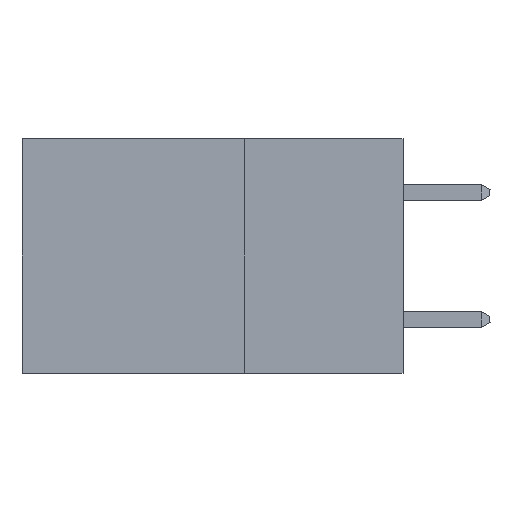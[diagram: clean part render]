
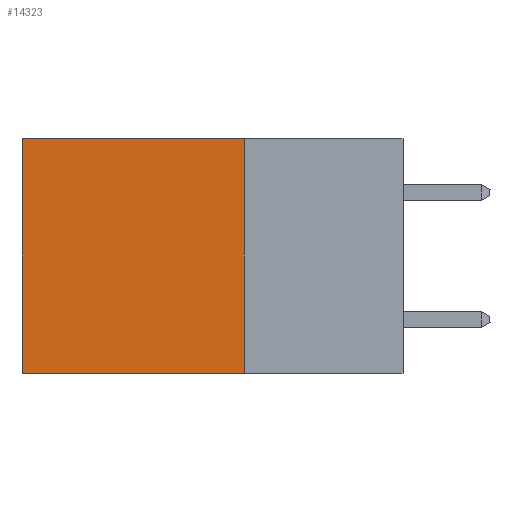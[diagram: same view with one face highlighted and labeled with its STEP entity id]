
A CAD part, left-side view. The second image highlights one B-rep face of the part: STEP entity #14323.
In plain terms, the highlighted planar face has unit normal (-1, 0, 0).
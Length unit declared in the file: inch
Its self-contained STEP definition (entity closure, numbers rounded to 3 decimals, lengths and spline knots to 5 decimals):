
#98 = LINE ( 'NONE', #4614, #13325 ) ;
#283 = LINE ( 'NONE', #5810, #5358 ) ;
#310 = DIRECTION ( 'NONE',  ( 0., 0., -1. ) ) ;
#426 = EDGE_CURVE ( 'NONE', #13471, #6493, #6398, .T. ) ;
#966 = EDGE_CURVE ( 'NONE', #1472, #10453, #98, .T. ) ;
#1207 = CARTESIAN_POINT ( 'NONE',  ( 0.2875, 0.6, 0. ) ) ;
#1472 = VERTEX_POINT ( 'NONE', #12249 ) ;
#1628 = FACE_OUTER_BOUND ( 'NONE', #3537, .T. ) ;
#2529 = PLANE ( 'NONE',  #5454 ) ;
#3537 = EDGE_LOOP ( 'NONE', ( #12340, #10108, #8092, #13833 ) ) ;
#3701 = EDGE_CURVE ( 'NONE', #6493, #10453, #9379, .T. ) ;
#4457 = VECTOR ( 'NONE', #8605, 39.37008 ) ;
#4614 = CARTESIAN_POINT ( 'NONE',  ( 0.2875, 0.25, -0.37 ) ) ;
#5358 = VECTOR ( 'NONE', #10307, 39.37008 ) ;
#5454 = AXIS2_PLACEMENT_3D ( 'NONE', #11598, #13869, #310 ) ;
#5810 = CARTESIAN_POINT ( 'NONE',  ( 0.2875, 0.25, 0. ) ) ;
#6261 = EDGE_CURVE ( 'NONE', #13471, #1472, #283, .T. ) ;
#6398 = LINE ( 'NONE', #9635, #4457 ) ;
#6493 = VERTEX_POINT ( 'NONE', #11643 ) ;
#7780 = CARTESIAN_POINT ( 'NONE',  ( 0.2875, 0.6, -0.37 ) ) ;
#8092 = ORIENTED_EDGE ( 'NONE', *, *, #6261, .F. ) ;
#8605 = DIRECTION ( 'NONE',  ( 0., 1., 0. ) ) ;
#9078 = DIRECTION ( 'NONE',  ( 0., 1., 0. ) ) ;
#9379 = LINE ( 'NONE', #1207, #12746 ) ;
#9635 = CARTESIAN_POINT ( 'NONE',  ( 0.2875, 0.25, 0. ) ) ;
#10108 = ORIENTED_EDGE ( 'NONE', *, *, #966, .F. ) ;
#10307 = DIRECTION ( 'NONE',  ( 0., 0., -1. ) ) ;
#10453 = VERTEX_POINT ( 'NONE', #7780 ) ;
#10514 = CARTESIAN_POINT ( 'NONE',  ( 0.2875, 0.25, 0. ) ) ;
#11598 = CARTESIAN_POINT ( 'NONE',  ( 0.2875, 0.25, 0. ) ) ;
#11643 = CARTESIAN_POINT ( 'NONE',  ( 0.2875, 0.6, 0. ) ) ;
#12249 = CARTESIAN_POINT ( 'NONE',  ( 0.2875, 0.25, -0.37 ) ) ;
#12340 = ORIENTED_EDGE ( 'NONE', *, *, #3701, .T. ) ;
#12716 = DIRECTION ( 'NONE',  ( 0., 0., -1. ) ) ;
#12746 = VECTOR ( 'NONE', #12716, 39.37008 ) ;
#13325 = VECTOR ( 'NONE', #9078, 39.37008 ) ;
#13471 = VERTEX_POINT ( 'NONE', #10514 ) ;
#13833 = ORIENTED_EDGE ( 'NONE', *, *, #426, .T. ) ;
#13869 = DIRECTION ( 'NONE',  ( 1., 0., 0. ) ) ;
#14323 = ADVANCED_FACE ( 'NONE', ( #1628 ), #2529, .F. ) ;
